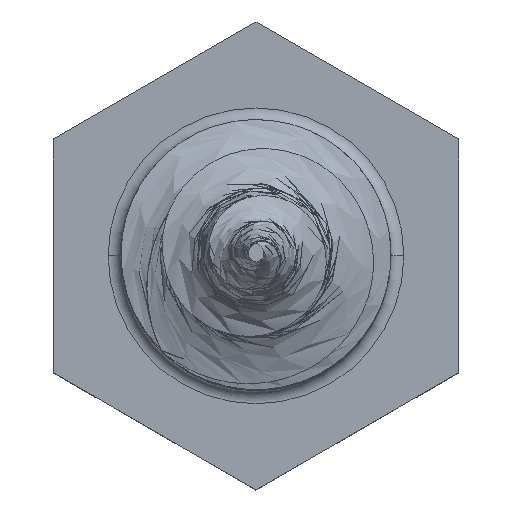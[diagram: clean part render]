
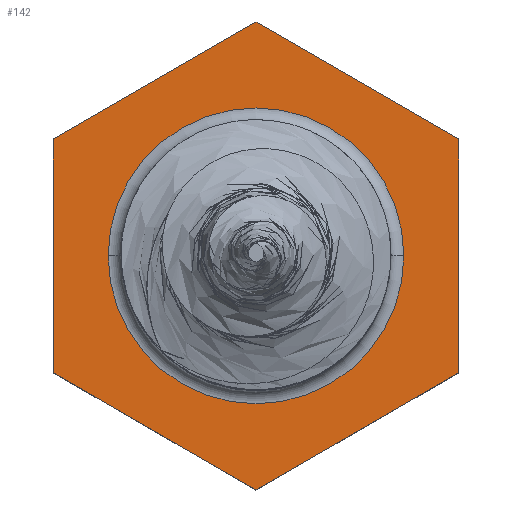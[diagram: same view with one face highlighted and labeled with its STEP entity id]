
A CAD part, top view. The second image highlights one B-rep face of the part: STEP entity #142.
In plain terms, the highlighted planar face has unit normal (0, 0, 1).
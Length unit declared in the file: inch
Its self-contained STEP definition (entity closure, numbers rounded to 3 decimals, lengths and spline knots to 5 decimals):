
#9 = VERTEX_POINT ( 'NONE', #386 ) ;
#10 = EDGE_CURVE ( 'NONE', #144, #9, #596, .T. ) ;
#11 = ORIENTED_EDGE ( 'NONE', *, *, #10, .F. ) ;
#12 = EDGE_CURVE ( 'NONE', #9, #138, #486, .T. ) ;
#13 = ORIENTED_EDGE ( 'NONE', *, *, #15, .F. ) ;
#14 = EDGE_CURVE ( 'NONE', #16, #144, #616, .T. ) ;
#15 = EDGE_CURVE ( 'NONE', #146, #16, #612, .T. ) ;
#16 = VERTEX_POINT ( 'NONE', #619 ) ;
#20 = EDGE_CURVE ( 'NONE', #138, #303, #621, .T. ) ;
#22 = ORIENTED_EDGE ( 'NONE', *, *, #14, .F. ) ;
#24 = ORIENTED_EDGE ( 'NONE', *, *, #145, .T. ) ;
#25 = EDGE_LOOP ( 'NONE', ( #24, #143 ) ) ;
#119 = ORIENTED_EDGE ( 'NONE', *, *, #301, .F. ) ;
#138 = VERTEX_POINT ( 'NONE', #1899 ) ;
#140 = EDGE_LOOP ( 'NONE', ( #119, #302, #141, #11, #22, #13 ) ) ;
#141 = ORIENTED_EDGE ( 'NONE', *, *, #12, .F. ) ;
#142 = ADVANCED_FACE ( 'NONE', ( #1894, #1900 ), #1872, .F. ) ;
#143 = ORIENTED_EDGE ( 'NONE', *, *, #211, .T. ) ;
#144 = VERTEX_POINT ( 'NONE', #1887 ) ;
#145 = EDGE_CURVE ( 'NONE', #206, #205, #1878, .T. ) ;
#146 = VERTEX_POINT ( 'NONE', #1898 ) ;
#205 = VERTEX_POINT ( 'NONE', #1839 ) ;
#206 = VERTEX_POINT ( 'NONE', #1870 ) ;
#211 = EDGE_CURVE ( 'NONE', #205, #206, #2233, .T. ) ;
#301 = EDGE_CURVE ( 'NONE', #303, #146, #5107, .T. ) ;
#302 = ORIENTED_EDGE ( 'NONE', *, *, #20, .F. ) ;
#303 = VERTEX_POINT ( 'NONE', #5136 ) ;
#386 = CARTESIAN_POINT ( 'NONE',  ( 0., 0.32476, -1.5 ) ) ;
#440 = DIRECTION ( 'NONE',  ( 0., -1., 0. ) ) ;
#486 = LINE ( 'NONE', #488, #620 ) ;
#487 = DIRECTION ( 'NONE',  ( 0.866, -0.5, 0. ) ) ;
#488 = CARTESIAN_POINT ( 'NONE',  ( 0., 0.32476, -1.5 ) ) ;
#596 = LINE ( 'NONE', #624, #623 ) ;
#603 = VECTOR ( 'NONE', #440, 39.37008 ) ;
#604 = CARTESIAN_POINT ( 'NONE',  ( 0.28125, 0.16238, -1.5 ) ) ;
#609 = DIRECTION ( 'NONE',  ( -0.866, 0.5, 0. ) ) ;
#610 = VECTOR ( 'NONE', #609, 39.37008 ) ;
#611 = CARTESIAN_POINT ( 'NONE',  ( 0., -0.32476, -1.5 ) ) ;
#612 = LINE ( 'NONE', #611, #610 ) ;
#613 = DIRECTION ( 'NONE',  ( 0., 1., 0. ) ) ;
#614 = VECTOR ( 'NONE', #613, 39.37008 ) ;
#615 = CARTESIAN_POINT ( 'NONE',  ( -0.28125, -0.16238, -1.5 ) ) ;
#616 = LINE ( 'NONE', #615, #614 ) ;
#619 = CARTESIAN_POINT ( 'NONE',  ( -0.28125, -0.16238, -1.5 ) ) ;
#620 = VECTOR ( 'NONE', #487, 39.37008 ) ;
#621 = LINE ( 'NONE', #604, #603 ) ;
#622 = DIRECTION ( 'NONE',  ( 0.866, 0.5, 0. ) ) ;
#623 = VECTOR ( 'NONE', #622, 39.37008 ) ;
#624 = CARTESIAN_POINT ( 'NONE',  ( -0.28125, 0.16238, -1.5 ) ) ;
#1839 = CARTESIAN_POINT ( 'NONE',  ( 0.20536, 0., -1.5 ) ) ;
#1870 = CARTESIAN_POINT ( 'NONE',  ( -0.20536, 0., -1.5 ) ) ;
#1872 = PLANE ( 'NONE',  #1881 ) ;
#1873 = CARTESIAN_POINT ( 'NONE',  ( 0., 0., -1.5 ) ) ;
#1878 = CIRCLE ( 'NONE', #1927, 0.20536 ) ;
#1881 = AXIS2_PLACEMENT_3D ( 'NONE', #1886, #1890, #1889 ) ;
#1886 = CARTESIAN_POINT ( 'NONE',  ( 0., 0., -1.5 ) ) ;
#1887 = CARTESIAN_POINT ( 'NONE',  ( -0.28125, 0.16238, -1.5 ) ) ;
#1889 = DIRECTION ( 'NONE',  ( -1., 0., 0. ) ) ;
#1890 = DIRECTION ( 'NONE',  ( 0., 0., -1. ) ) ;
#1893 = DIRECTION ( 'NONE',  ( 0., 0., -1. ) ) ;
#1894 = FACE_BOUND ( 'NONE', #25, .T. ) ;
#1898 = CARTESIAN_POINT ( 'NONE',  ( 0., -0.32476, -1.5 ) ) ;
#1899 = CARTESIAN_POINT ( 'NONE',  ( 0.28125, 0.16238, -1.5 ) ) ;
#1900 = FACE_OUTER_BOUND ( 'NONE', #140, .T. ) ;
#1926 = DIRECTION ( 'NONE',  ( -1., 0., 0. ) ) ;
#1927 = AXIS2_PLACEMENT_3D ( 'NONE', #1873, #1893, #1926 ) ;
#2227 = DIRECTION ( 'NONE',  ( -1., 0., 0. ) ) ;
#2228 = DIRECTION ( 'NONE',  ( 0., 0., -1. ) ) ;
#2229 = CARTESIAN_POINT ( 'NONE',  ( 0., 0., -1.5 ) ) ;
#2230 = AXIS2_PLACEMENT_3D ( 'NONE', #2229, #2228, #2227 ) ;
#2233 = CIRCLE ( 'NONE', #2230, 0.20536 ) ;
#5107 = LINE ( 'NONE', #5135, #5134 ) ;
#5133 = DIRECTION ( 'NONE',  ( -0.866, -0.5, 0. ) ) ;
#5134 = VECTOR ( 'NONE', #5133, 39.37008 ) ;
#5135 = CARTESIAN_POINT ( 'NONE',  ( 0.28125, -0.16238, -1.5 ) ) ;
#5136 = CARTESIAN_POINT ( 'NONE',  ( 0.28125, -0.16238, -1.5 ) ) ;
